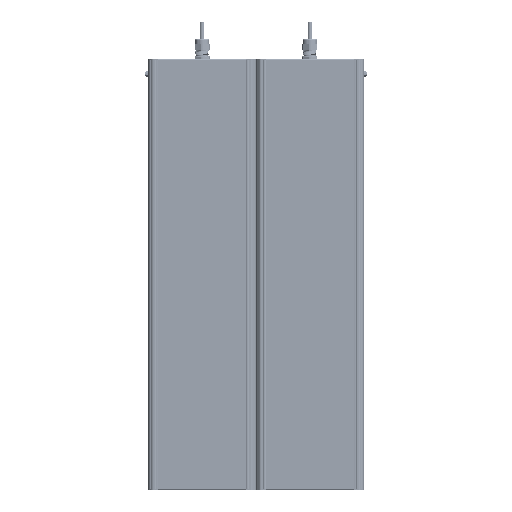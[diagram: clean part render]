
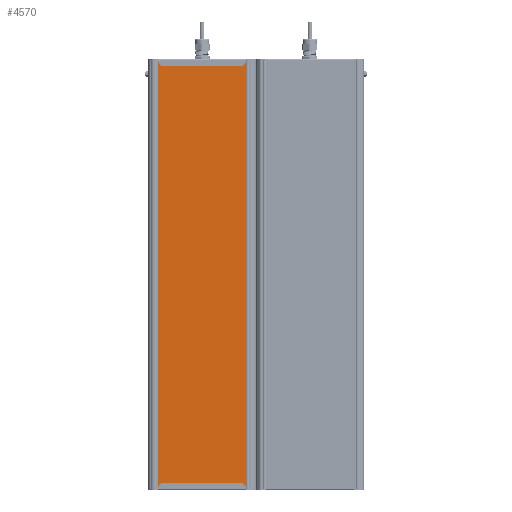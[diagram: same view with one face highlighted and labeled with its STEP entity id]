
A CAD part, front view. The second image highlights one B-rep face of the part: STEP entity #4570.
In plain terms, the highlighted face is planar.
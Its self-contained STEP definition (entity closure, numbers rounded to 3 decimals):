
#4570=ADVANCED_FACE('',(#10892),#10894,.T.);
#10892=FACE_BOUND('',#10893,.T.);
#10893=EDGE_LOOP('',(#43539,#43540,#43541,#43542));
#10894=PLANE('',#10895);
#10895=AXIS2_PLACEMENT_3D('',#10896,#10897,#10898);
#10896=CARTESIAN_POINT('',(2111.497,401.002,-34.582));
#10897=DIRECTION('',(0.,0.,-1.));
#10898=DIRECTION('',(0.,1.,0.));
#43539=ORIENTED_EDGE('',*,*,#50419,.F.);
#43540=ORIENTED_EDGE('',*,*,#50418,.T.);
#43541=ORIENTED_EDGE('',*,*,#50420,.F.);
#43542=ORIENTED_EDGE('',*,*,#50410,.F.);
#50410=EDGE_CURVE('',#55159,#55162,#55163,.T.);
#50418=EDGE_CURVE('',#55172,#55174,#55176,.T.);
#50419=EDGE_CURVE('',#55172,#55159,#55177,.T.);
#50420=EDGE_CURVE('',#55162,#55174,#55178,.T.);
#55159=VERTEX_POINT('',#64381);
#55162=VERTEX_POINT('',#64386);
#55163=LINE('',#64387,#64388);
#55172=VERTEX_POINT('',#64408);
#55174=VERTEX_POINT('',#64412);
#55176=LINE('',#64416,#64417);
#55177=LINE('',#64419,#64420);
#55178=LINE('',#64422,#64423);
#64381=CARTESIAN_POINT('',(2111.497,401.002,-34.582));
#64386=CARTESIAN_POINT('',(2857.497,401.002,-34.582));
#64387=CARTESIAN_POINT('',(2111.497,401.002,-34.582));
#64388=VECTOR('',#64389,1.);
#64389=DIRECTION('',(1.,0.,0.));
#64408=CARTESIAN_POINT('',(2111.497,565.13,-34.582));
#64412=CARTESIAN_POINT('',(2857.497,565.13,-34.582));
#64416=CARTESIAN_POINT('',(2111.497,565.13,-34.582));
#64417=VECTOR('',#64418,1.);
#64418=DIRECTION('',(1.,0.,0.));
#64419=CARTESIAN_POINT('',(2111.497,565.13,-34.582));
#64420=VECTOR('',#64421,1.);
#64421=DIRECTION('',(0.,-1.,0.));
#64422=CARTESIAN_POINT('',(2857.497,401.002,-34.582));
#64423=VECTOR('',#64424,1.);
#64424=DIRECTION('',(0.,1.,0.));
